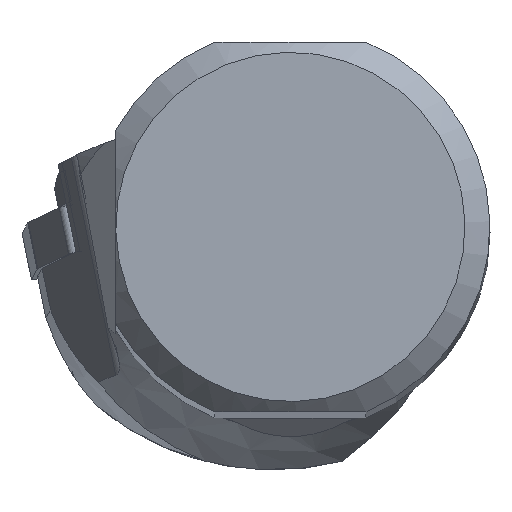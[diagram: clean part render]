
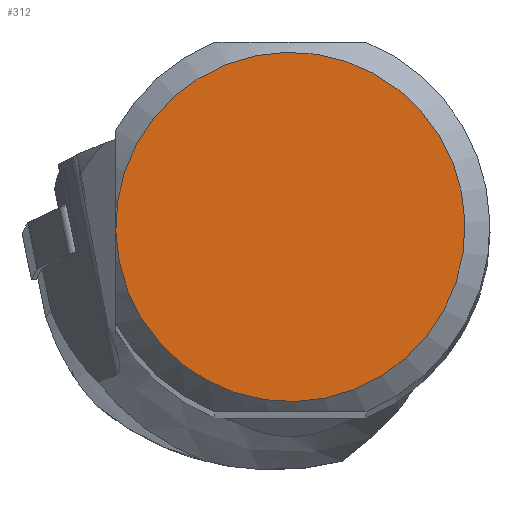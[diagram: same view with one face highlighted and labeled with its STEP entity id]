
A CAD part, top view. The second image highlights one B-rep face of the part: STEP entity #312.
In plain terms, the highlighted planar face has unit normal (0, 0, 1).
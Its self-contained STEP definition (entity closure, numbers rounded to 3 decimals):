
#159=FACE_OUTER_BOUND('',#461,.T.);
#233=CIRCLE('',#1819,17.489);
#312=ADVANCED_FACE('',(#159),#380,.F.);
#380=PLANE('',#1832);
#461=EDGE_LOOP('',(#955));
#955=ORIENTED_EDGE('',*,*,#1521,.T.);
#1342=VERTEX_POINT('',#2666);
#1521=EDGE_CURVE('',#1342,#1342,#233,.T.);
#1819=AXIS2_PLACEMENT_3D('',#2665,#2108,#2109);
#1832=AXIS2_PLACEMENT_3D('',#2727,#2138,#2139);
#2108=DIRECTION('',(0.,0.,1.));
#2109=DIRECTION('',(0.98,0.2,0.));
#2138=DIRECTION('',(0.,0.,-1.));
#2139=DIRECTION('',(0.98,0.2,0.));
#2665=CARTESIAN_POINT('',(0.,0.,
0.));
#2666=CARTESIAN_POINT('',(17.136,3.497,0.));
#2727=CARTESIAN_POINT('',(17.489,0.,0.));
